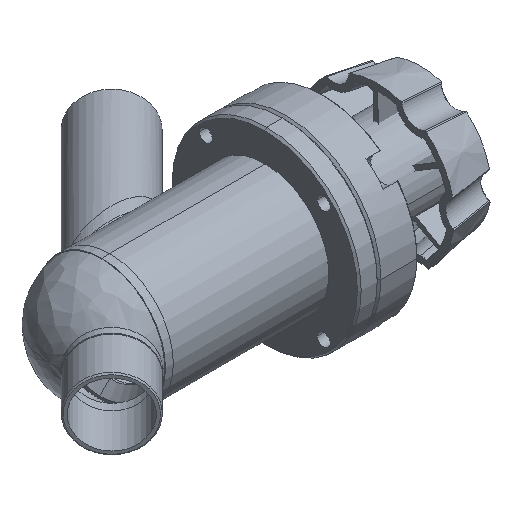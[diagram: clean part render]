
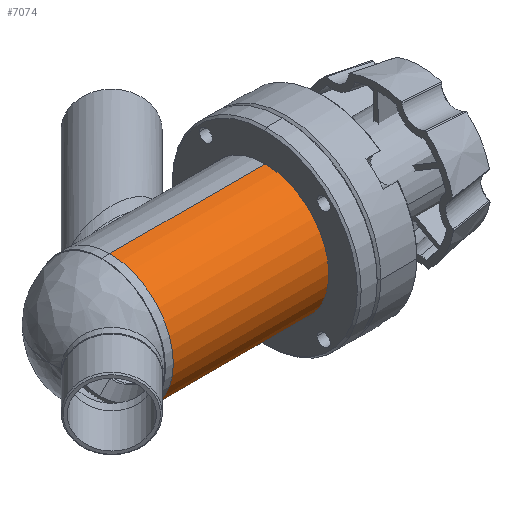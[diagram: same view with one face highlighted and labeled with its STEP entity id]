
A CAD part, isometric view. The second image highlights one B-rep face of the part: STEP entity #7074.
In plain terms, the highlighted cylindrical face has radius 25.4 mm (diameter 50.8 mm), a partial arc.
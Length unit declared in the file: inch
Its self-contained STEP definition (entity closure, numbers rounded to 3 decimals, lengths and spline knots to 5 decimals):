
#236 = AXIS2_PLACEMENT_3D ( 'NONE', #9139, #7690, #10553 ) ;
#307 = CARTESIAN_POINT ( 'NONE',  ( 2.5, 0., 1. ) ) ;
#482 = DIRECTION ( 'NONE',  ( 0., 0., 1. ) ) ;
#533 = CYLINDRICAL_SURFACE ( 'NONE', #236, 1. ) ;
#861 = FACE_OUTER_BOUND ( 'NONE', #8072, .T. ) ;
#953 = LINE ( 'NONE', #2019, #10999 ) ;
#1303 = DIRECTION ( 'NONE',  ( -1., 0., 0. ) ) ;
#1562 = CARTESIAN_POINT ( 'NONE',  ( 2.48, 0., -1. ) ) ;
#1684 = ORIENTED_EDGE ( 'NONE', *, *, #12507, .T. ) ;
#2019 = CARTESIAN_POINT ( 'NONE',  ( 2.5, 0., -1. ) ) ;
#2174 = CARTESIAN_POINT ( 'NONE',  ( 0., 0., 1. ) ) ;
#2586 = VERTEX_POINT ( 'NONE', #1562 ) ;
#2865 = CARTESIAN_POINT ( 'NONE',  ( 0., 0., 0. ) ) ;
#2997 = DIRECTION ( 'NONE',  ( -1., 0., 0. ) ) ;
#3090 = CARTESIAN_POINT ( 'NONE',  ( 0., 0., -1. ) ) ;
#3865 = DIRECTION ( 'NONE',  ( 0., 0., 1. ) ) ;
#4028 = AXIS2_PLACEMENT_3D ( 'NONE', #12155, #6373, #482 ) ;
#4942 = AXIS2_PLACEMENT_3D ( 'NONE', #2865, #9664, #3865 ) ;
#5472 = CARTESIAN_POINT ( 'NONE',  ( 2.48, 0., 1. ) ) ;
#5532 = CIRCLE ( 'NONE', #4942, 1. ) ;
#5607 = ORIENTED_EDGE ( 'NONE', *, *, #9667, .T. ) ;
#6337 = EDGE_CURVE ( 'NONE', #9748, #7856, #6702, .T. ) ;
#6373 = DIRECTION ( 'NONE',  ( -1., 0., 0. ) ) ;
#6702 = LINE ( 'NONE', #307, #10930 ) ;
#6866 = VERTEX_POINT ( 'NONE', #3090 ) ;
#7074 = ADVANCED_FACE ( 'NONE', ( #861 ), #533, .T. ) ;
#7690 = DIRECTION ( 'NONE',  ( -1., 0., 0. ) ) ;
#7856 = VERTEX_POINT ( 'NONE', #2174 ) ;
#7880 = CIRCLE ( 'NONE', #4028, 1. ) ;
#8072 = EDGE_LOOP ( 'NONE', ( #8687, #5607, #11687, #1684 ) ) ;
#8687 = ORIENTED_EDGE ( 'NONE', *, *, #12010, .F. ) ;
#9139 = CARTESIAN_POINT ( 'NONE',  ( 2.5, 0., 0. ) ) ;
#9664 = DIRECTION ( 'NONE',  ( 1., 0., 0. ) ) ;
#9667 = EDGE_CURVE ( 'NONE', #2586, #9748, #7880, .T. ) ;
#9748 = VERTEX_POINT ( 'NONE', #5472 ) ;
#10553 = DIRECTION ( 'NONE',  ( 0., 0., 1. ) ) ;
#10930 = VECTOR ( 'NONE', #1303, 39.37008 ) ;
#10999 = VECTOR ( 'NONE', #2997, 39.37008 ) ;
#11687 = ORIENTED_EDGE ( 'NONE', *, *, #6337, .T. ) ;
#12010 = EDGE_CURVE ( 'NONE', #2586, #6866, #953, .T. ) ;
#12155 = CARTESIAN_POINT ( 'NONE',  ( 2.48, 0., 0. ) ) ;
#12507 = EDGE_CURVE ( 'NONE', #7856, #6866, #5532, .T. ) ;
